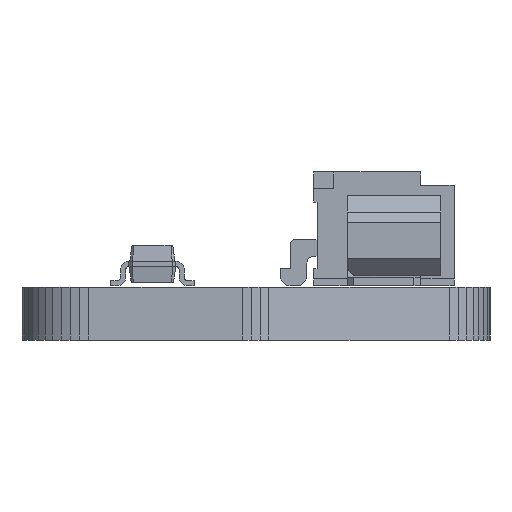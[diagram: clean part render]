
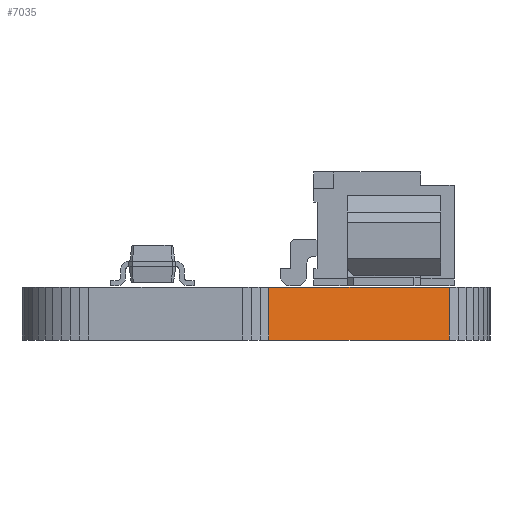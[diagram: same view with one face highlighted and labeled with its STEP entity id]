
A CAD part, left-side view. The second image highlights one B-rep face of the part: STEP entity #7035.
In plain terms, the highlighted planar face has unit normal (-0.919, -0.394, 0).
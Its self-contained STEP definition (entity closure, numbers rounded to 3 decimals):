
#481=FACE_OUTER_BOUND('',#850,.T.);
#850=EDGE_LOOP('',(#6218,#6219,#6220,#6221));
#1673=LINE('',#11028,#2596);
#1708=LINE('',#11102,#2631);
#1772=LINE('',#11233,#2695);
#1774=LINE('',#11237,#2697);
#2596=VECTOR('',#9056,1.);
#2631=VECTOR('',#9097,1.);
#2695=VECTOR('',#9231,1.);
#2697=VECTOR('',#9237,1.);
#3273=VERTEX_POINT('',#11025);
#3274=VERTEX_POINT('',#11027);
#3309=VERTEX_POINT('',#11099);
#3310=VERTEX_POINT('',#11101);
#4203=EDGE_CURVE('',#3273,#3274,#1673,.T.);
#4240=EDGE_CURVE('',#3310,#3309,#1708,.T.);
#4306=EDGE_CURVE('',#3274,#3309,#1772,.T.);
#4308=EDGE_CURVE('',#3273,#3310,#1774,.T.);
#6218=ORIENTED_EDGE('',*,*,#4308,.T.);
#6219=ORIENTED_EDGE('',*,*,#4240,.T.);
#6220=ORIENTED_EDGE('',*,*,#4306,.F.);
#6221=ORIENTED_EDGE('',*,*,#4203,.F.);
#6600=PLANE('',#7495);
#7035=ADVANCED_FACE('',(#481),#6600,.T.);
#7495=AXIS2_PLACEMENT_3D('',#11236,#9235,#9236);
#9056=DIRECTION('',(-0.394,0.919,0.));
#9097=DIRECTION('',(-0.394,0.919,0.));
#9231=DIRECTION('',(0.,0.,1.));
#9235=DIRECTION('center_axis',(-0.919,-0.394,0.));
#9236=DIRECTION('ref_axis',(-0.394,0.919,0.));
#9237=DIRECTION('',(0.,0.,1.));
#11025=CARTESIAN_POINT('',(101.48,-97.788,0.));
#11027=CARTESIAN_POINT('',(99.162,-92.377,0.));
#11028=CARTESIAN_POINT('',(101.48,-97.788,0.));
#11099=CARTESIAN_POINT('',(99.162,-92.377,1.58));
#11101=CARTESIAN_POINT('',(101.48,-97.788,1.58));
#11102=CARTESIAN_POINT('',(101.48,-97.788,1.58));
#11233=CARTESIAN_POINT('',(99.162,-92.377,0.));
#11236=CARTESIAN_POINT('Origin',(101.48,-97.788,0.));
#11237=CARTESIAN_POINT('',(101.48,-97.788,0.));
